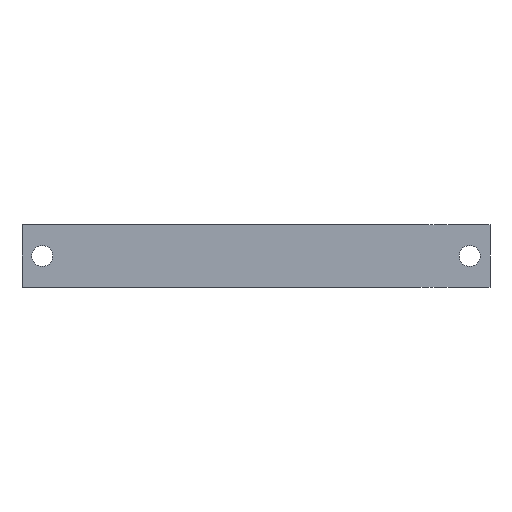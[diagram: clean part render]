
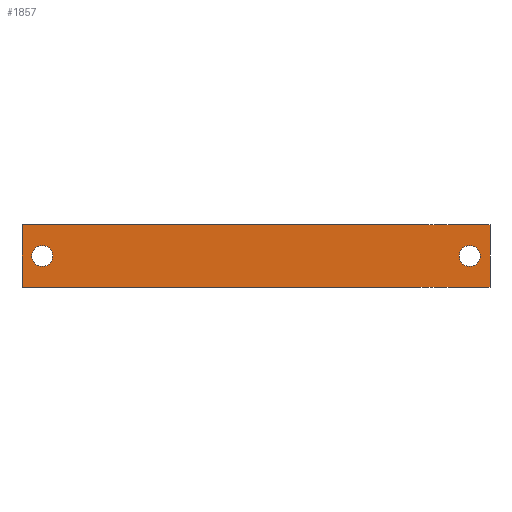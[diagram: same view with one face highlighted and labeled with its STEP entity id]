
A CAD part, front view. The second image highlights one B-rep face of the part: STEP entity #1857.
In plain terms, the highlighted planar face has unit normal (0, -1, 0).
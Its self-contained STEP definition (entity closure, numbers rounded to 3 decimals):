
#2 = CARTESIAN_POINT ( 'NONE',  ( 105.5, 0., 10. ) ) ;
#31 = LINE ( 'NONE', #1129, #791 ) ;
#94 = AXIS2_PLACEMENT_3D ( 'NONE', #2, #2138, #1924 ) ;
#95 = CARTESIAN_POINT ( 'NONE',  ( -38., 0., 20. ) ) ;
#129 = ORIENTED_EDGE ( 'NONE', *, *, #525, .T. ) ;
#156 = ORIENTED_EDGE ( 'NONE', *, *, #1827, .T. ) ;
#275 = CIRCLE ( 'NONE', #2290, 3.378 ) ;
#304 = LINE ( 'NONE', #2018, #2222 ) ;
#361 = VERTEX_POINT ( 'NONE', #2680 ) ;
#485 = VERTEX_POINT ( 'NONE', #1194 ) ;
#525 = EDGE_CURVE ( 'NONE', #361, #485, #1278, .T. ) ;
#533 = PLANE ( 'NONE',  #2464 ) ;
#549 = CARTESIAN_POINT ( 'NONE',  ( 105.5, 0., 13.378 ) ) ;
#551 = DIRECTION ( 'NONE',  ( 0., 0., 1. ) ) ;
#621 = VERTEX_POINT ( 'NONE', #2186 ) ;
#681 = ORIENTED_EDGE ( 'NONE', *, *, #2671, .F. ) ;
#696 = CARTESIAN_POINT ( 'NONE',  ( -38., 0., 20. ) ) ;
#700 = AXIS2_PLACEMENT_3D ( 'NONE', #1024, #2468, #551 ) ;
#702 = ORIENTED_EDGE ( 'NONE', *, *, #1537, .T. ) ;
#716 = DIRECTION ( 'NONE',  ( 0., 0., -1. ) ) ;
#791 = VECTOR ( 'NONE', #1544, 1000. ) ;
#819 = DIRECTION ( 'NONE',  ( 0., 0., 1. ) ) ;
#847 = CARTESIAN_POINT ( 'NONE',  ( 112., 0., 0. ) ) ;
#848 = EDGE_LOOP ( 'NONE', ( #1493, #2185 ) ) ;
#947 = EDGE_CURVE ( 'NONE', #2640, #621, #2181, .T. ) ;
#965 = FACE_BOUND ( 'NONE', #1213, .T. ) ;
#1024 = CARTESIAN_POINT ( 'NONE',  ( -31.5, 0., 10. ) ) ;
#1053 = ORIENTED_EDGE ( 'NONE', *, *, #2058, .T. ) ;
#1129 = CARTESIAN_POINT ( 'NONE',  ( -38., 0., 0. ) ) ;
#1185 = CARTESIAN_POINT ( 'NONE',  ( 112., 0., 20. ) ) ;
#1194 = CARTESIAN_POINT ( 'NONE',  ( -38., 0., 0. ) ) ;
#1213 = EDGE_LOOP ( 'NONE', ( #156, #702 ) ) ;
#1248 = VECTOR ( 'NONE', #716, 1000. ) ;
#1278 = LINE ( 'NONE', #696, #1623 ) ;
#1364 = VERTEX_POINT ( 'NONE', #549 ) ;
#1428 = CIRCLE ( 'NONE', #94, 3.378 ) ;
#1467 = EDGE_LOOP ( 'NONE', ( #1053, #2651, #681, #129 ) ) ;
#1479 = CARTESIAN_POINT ( 'NONE',  ( -31.5, 0., 10. ) ) ;
#1493 = ORIENTED_EDGE ( 'NONE', *, *, #947, .T. ) ;
#1519 = AXIS2_PLACEMENT_3D ( 'NONE', #1479, #2340, #1538 ) ;
#1537 = EDGE_CURVE ( 'NONE', #1922, #1364, #275, .T. ) ;
#1538 = DIRECTION ( 'NONE',  ( 0., 0., 1. ) ) ;
#1542 = VERTEX_POINT ( 'NONE', #847 ) ;
#1544 = DIRECTION ( 'NONE',  ( 1., 0., 0. ) ) ;
#1566 = FACE_OUTER_BOUND ( 'NONE', #1467, .T. ) ;
#1623 = VECTOR ( 'NONE', #2395, 1000. ) ;
#1636 = EDGE_CURVE ( 'NONE', #2710, #1542, #1752, .T. ) ;
#1752 = LINE ( 'NONE', #1780, #1248 ) ;
#1780 = CARTESIAN_POINT ( 'NONE',  ( 112., 0., 20. ) ) ;
#1791 = FACE_BOUND ( 'NONE', #848, .T. ) ;
#1827 = EDGE_CURVE ( 'NONE', #1364, #1922, #1428, .T. ) ;
#1829 = CARTESIAN_POINT ( 'NONE',  ( 105.5, 0., 6.622 ) ) ;
#1857 = ADVANCED_FACE ( 'NONE', ( #965, #1791, #1566 ), #533, .F. ) ;
#1922 = VERTEX_POINT ( 'NONE', #1829 ) ;
#1924 = DIRECTION ( 'NONE',  ( 0., 0., 1. ) ) ;
#1947 = CARTESIAN_POINT ( 'NONE',  ( 105.5, 0., 10. ) ) ;
#2018 = CARTESIAN_POINT ( 'NONE',  ( -38., 0., 20. ) ) ;
#2045 = DIRECTION ( 'NONE',  ( 0., 1., 0. ) ) ;
#2058 = EDGE_CURVE ( 'NONE', #485, #1542, #31, .T. ) ;
#2138 = DIRECTION ( 'NONE',  ( 0., 1., 0. ) ) ;
#2181 = CIRCLE ( 'NONE', #700, 3.378 ) ;
#2185 = ORIENTED_EDGE ( 'NONE', *, *, #2438, .T. ) ;
#2186 = CARTESIAN_POINT ( 'NONE',  ( -31.5, 0., 6.622 ) ) ;
#2222 = VECTOR ( 'NONE', #2669, 1000. ) ;
#2241 = CIRCLE ( 'NONE', #1519, 3.378 ) ;
#2244 = DIRECTION ( 'NONE',  ( 0., 0., 1. ) ) ;
#2290 = AXIS2_PLACEMENT_3D ( 'NONE', #1947, #2738, #819 ) ;
#2340 = DIRECTION ( 'NONE',  ( 0., 1., 0. ) ) ;
#2395 = DIRECTION ( 'NONE',  ( 0., 0., -1. ) ) ;
#2436 = CARTESIAN_POINT ( 'NONE',  ( -31.5, 0., 13.378 ) ) ;
#2438 = EDGE_CURVE ( 'NONE', #621, #2640, #2241, .T. ) ;
#2464 = AXIS2_PLACEMENT_3D ( 'NONE', #95, #2045, #2244 ) ;
#2468 = DIRECTION ( 'NONE',  ( 0., 1., 0. ) ) ;
#2640 = VERTEX_POINT ( 'NONE', #2436 ) ;
#2651 = ORIENTED_EDGE ( 'NONE', *, *, #1636, .F. ) ;
#2669 = DIRECTION ( 'NONE',  ( 1., 0., 0. ) ) ;
#2671 = EDGE_CURVE ( 'NONE', #361, #2710, #304, .T. ) ;
#2680 = CARTESIAN_POINT ( 'NONE',  ( -38., 0., 20. ) ) ;
#2710 = VERTEX_POINT ( 'NONE', #1185 ) ;
#2738 = DIRECTION ( 'NONE',  ( 0., 1., 0. ) ) ;
